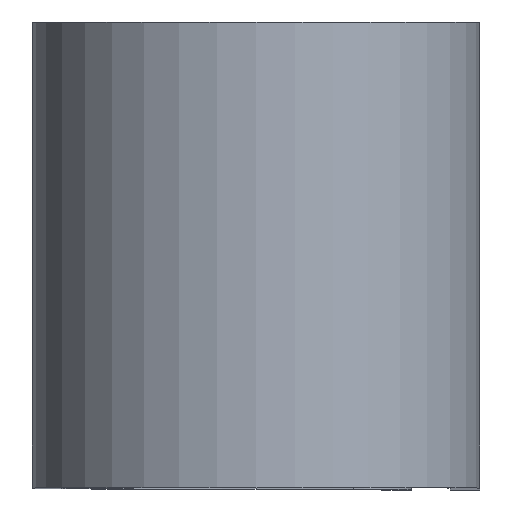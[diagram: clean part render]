
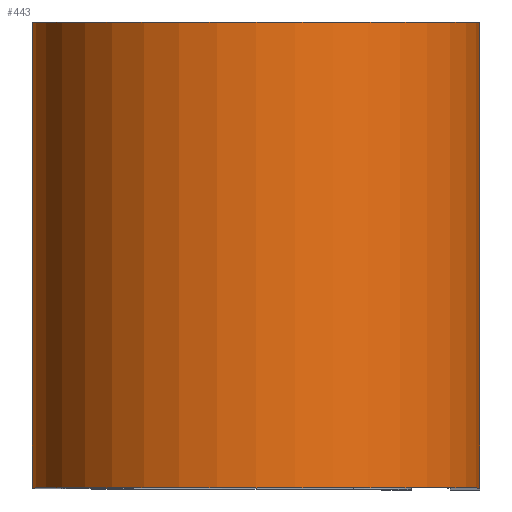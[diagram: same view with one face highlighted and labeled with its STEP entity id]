
A CAD part, top view. The second image highlights one B-rep face of the part: STEP entity #443.
In plain terms, the highlighted cylindrical face has radius 9.157 mm (diameter 18.313 mm), a partial arc.
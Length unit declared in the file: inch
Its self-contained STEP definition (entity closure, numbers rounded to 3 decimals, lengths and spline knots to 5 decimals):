
#3 = VERTEX_POINT ( 'NONE', #142 ) ;
#24 = ORIENTED_EDGE ( 'NONE', *, *, #302, .F. ) ;
#39 = ORIENTED_EDGE ( 'NONE', *, *, #677, .T. ) ;
#45 = CARTESIAN_POINT ( 'NONE',  ( -0.3605, 0.375, 0.625 ) ) ;
#52 = VERTEX_POINT ( 'NONE', #687 ) ;
#63 = CARTESIAN_POINT ( 'NONE',  ( 0., -0.375, 0.625 ) ) ;
#94 = CARTESIAN_POINT ( 'NONE',  ( -0.3605, 0.375, 0.625 ) ) ;
#101 = CYLINDRICAL_SURFACE ( 'NONE', #533, 0.3605 ) ;
#111 = ORIENTED_EDGE ( 'NONE', *, *, #483, .T. ) ;
#135 = DIRECTION ( 'NONE',  ( 1., 0., 0. ) ) ;
#142 = CARTESIAN_POINT ( 'NONE',  ( 0.3605, -0.375, 0.625 ) ) ;
#185 = CARTESIAN_POINT ( 'NONE',  ( 0.3605, 0.375, 0.625 ) ) ;
#196 = FACE_OUTER_BOUND ( 'NONE', #336, .T. ) ;
#257 = VECTOR ( 'NONE', #444, 39.37008 ) ;
#285 = LINE ( 'NONE', #94, #447 ) ;
#302 = EDGE_CURVE ( 'NONE', #683, #3, #614, .T. ) ;
#336 = EDGE_LOOP ( 'NONE', ( #39, #24, #863, #111 ) ) ;
#373 = DIRECTION ( 'NONE',  ( 0., 0., -1. ) ) ;
#437 = DIRECTION ( 'NONE',  ( 0., 1., 0. ) ) ;
#443 = ADVANCED_FACE ( 'NONE', ( #196 ), #101, .T. ) ;
#444 = DIRECTION ( 'NONE',  ( 0., -1., 0. ) ) ;
#447 = VECTOR ( 'NONE', #582, 39.37008 ) ;
#461 = CIRCLE ( 'NONE', #487, 0.3605 ) ;
#465 = EDGE_CURVE ( 'NONE', #597, #683, #461, .T. ) ;
#483 = EDGE_CURVE ( 'NONE', #597, #52, #285, .T. ) ;
#487 = AXIS2_PLACEMENT_3D ( 'NONE', #811, #437, #872 ) ;
#500 = CARTESIAN_POINT ( 'NONE',  ( 0., 0.375, 0.625 ) ) ;
#533 = AXIS2_PLACEMENT_3D ( 'NONE', #500, #869, #373 ) ;
#540 = CARTESIAN_POINT ( 'NONE',  ( 0.3605, 0.375, 0.625 ) ) ;
#545 = DIRECTION ( 'NONE',  ( 0., 1., 0. ) ) ;
#582 = DIRECTION ( 'NONE',  ( 0., -1., 0. ) ) ;
#597 = VERTEX_POINT ( 'NONE', #45 ) ;
#611 = CIRCLE ( 'NONE', #710, 0.3605 ) ;
#614 = LINE ( 'NONE', #185, #257 ) ;
#677 = EDGE_CURVE ( 'NONE', #52, #3, #611, .T. ) ;
#683 = VERTEX_POINT ( 'NONE', #540 ) ;
#687 = CARTESIAN_POINT ( 'NONE',  ( -0.3605, -0.375, 0.625 ) ) ;
#710 = AXIS2_PLACEMENT_3D ( 'NONE', #63, #545, #135 ) ;
#811 = CARTESIAN_POINT ( 'NONE',  ( 0., 0.375, 0.625 ) ) ;
#863 = ORIENTED_EDGE ( 'NONE', *, *, #465, .F. ) ;
#869 = DIRECTION ( 'NONE',  ( 0., -1., 0. ) ) ;
#872 = DIRECTION ( 'NONE',  ( 1., 0., 0. ) ) ;
